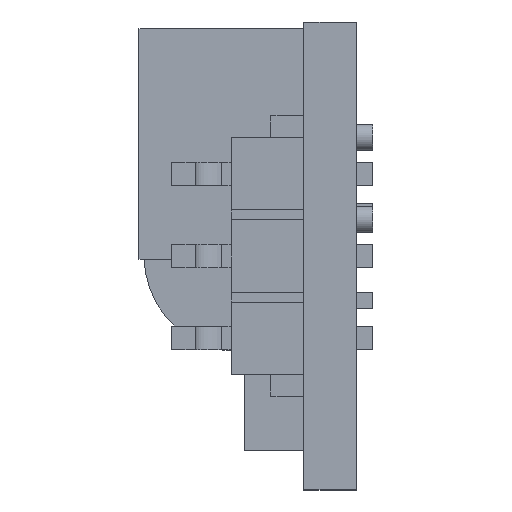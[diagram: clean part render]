
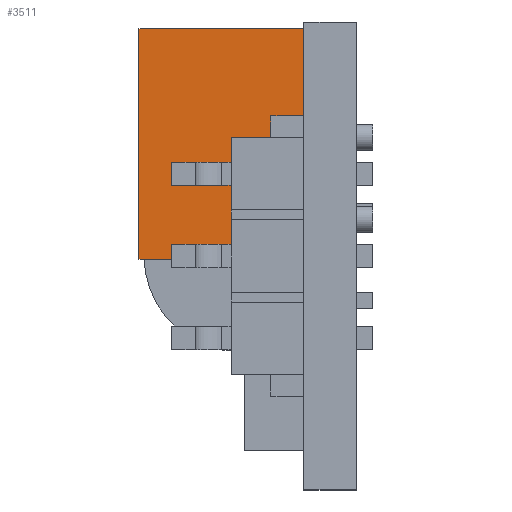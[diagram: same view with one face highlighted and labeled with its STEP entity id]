
A CAD part, left-side view. The second image highlights one B-rep face of the part: STEP entity #3511.
In plain terms, the highlighted planar face has unit normal (-1, 0, 0).
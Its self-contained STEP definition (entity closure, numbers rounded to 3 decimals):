
#83 = VECTOR ( 'NONE', #1592, 1000. ) ;
#379 = CARTESIAN_POINT ( 'NONE',  ( -3.25, 1.6, 6.9 ) ) ;
#420 = DIRECTION ( 'NONE',  ( 0., 0., 1. ) ) ;
#447 = AXIS2_PLACEMENT_3D ( 'NONE', #2928, #4724, #4741 ) ;
#982 = LINE ( 'NONE', #5390, #83 ) ;
#1092 = VERTEX_POINT ( 'NONE', #2967 ) ;
#1428 = FACE_OUTER_BOUND ( 'NONE', #4437, .T. ) ;
#1519 = CARTESIAN_POINT ( 'NONE',  ( -3.25, 6.6, 6.9 ) ) ;
#1592 = DIRECTION ( 'NONE',  ( 0., 0., 1. ) ) ;
#1887 = LINE ( 'NONE', #1519, #2010 ) ;
#1924 = DIRECTION ( 'NONE',  ( 0., -1., 0. ) ) ;
#2010 = VECTOR ( 'NONE', #1924, 1000. ) ;
#2022 = EDGE_CURVE ( 'NONE', #1092, #3049, #3215, .T. ) ;
#2118 = VECTOR ( 'NONE', #3801, 1000. ) ;
#2161 = CARTESIAN_POINT ( 'NONE',  ( -3.25, 6.6, -0.1 ) ) ;
#2483 = EDGE_CURVE ( 'NONE', #2965, #5228, #1887, .T. ) ;
#2583 = EDGE_CURVE ( 'NONE', #1092, #2965, #2921, .T. ) ;
#2921 = LINE ( 'NONE', #4591, #4194 ) ;
#2928 = CARTESIAN_POINT ( 'NONE',  ( -3.25, 6.6, 6.9 ) ) ;
#2965 = VERTEX_POINT ( 'NONE', #5263 ) ;
#2967 = CARTESIAN_POINT ( 'NONE',  ( -3.25, 6.6, -0.1 ) ) ;
#3049 = VERTEX_POINT ( 'NONE', #3844 ) ;
#3215 = LINE ( 'NONE', #2161, #2118 ) ;
#3398 = ORIENTED_EDGE ( 'NONE', *, *, #4557, .T. ) ;
#3511 = ADVANCED_FACE ( 'NONE', ( #1428 ), #5018, .F. ) ;
#3623 = ORIENTED_EDGE ( 'NONE', *, *, #2583, .F. ) ;
#3801 = DIRECTION ( 'NONE',  ( 0., -1., 0. ) ) ;
#3844 = CARTESIAN_POINT ( 'NONE',  ( -3.25, 1.6, -0.1 ) ) ;
#3906 = ORIENTED_EDGE ( 'NONE', *, *, #2022, .T. ) ;
#4194 = VECTOR ( 'NONE', #420, 1000. ) ;
#4437 = EDGE_LOOP ( 'NONE', ( #3398, #4562, #3623, #3906 ) ) ;
#4557 = EDGE_CURVE ( 'NONE', #3049, #5228, #982, .T. ) ;
#4562 = ORIENTED_EDGE ( 'NONE', *, *, #2483, .F. ) ;
#4591 = CARTESIAN_POINT ( 'NONE',  ( -3.25, 6.6, 6.9 ) ) ;
#4724 = DIRECTION ( 'NONE',  ( 1., 0., 0. ) ) ;
#4741 = DIRECTION ( 'NONE',  ( 0., 0., -1. ) ) ;
#5018 = PLANE ( 'NONE',  #447 ) ;
#5228 = VERTEX_POINT ( 'NONE', #379 ) ;
#5263 = CARTESIAN_POINT ( 'NONE',  ( -3.25, 6.6, 6.9 ) ) ;
#5390 = CARTESIAN_POINT ( 'NONE',  ( -3.25, 1.6, 6.9 ) ) ;
